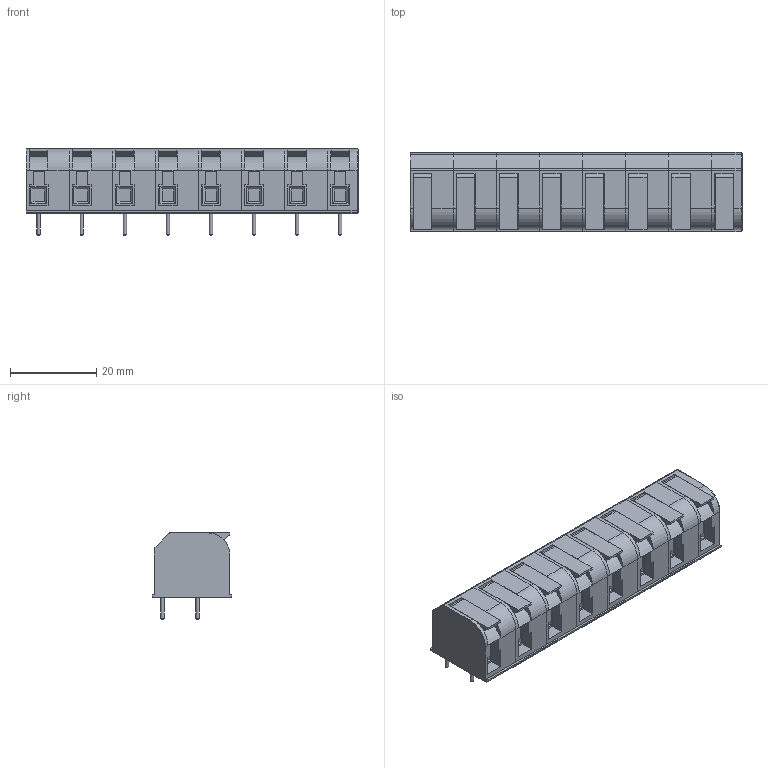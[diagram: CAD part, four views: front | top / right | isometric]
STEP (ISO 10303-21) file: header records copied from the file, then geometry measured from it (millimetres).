
FILE_DESCRIPTION(/* description */ (''),/* implementation_level */ '2;1');
FILE_NAME(/* name */ 'Con-Amphenol-QT08CDP.step',/* time_stamp */ '2026-02-28T13:25:31+01:00',/* author */ (''),/* organization */ (''),/* preprocessor_version */ 'ST-DEVELOPER v20.1',/* originating_system */ 'Autodesk Translation Framework v14.24.0.0',/* authorisation */ '');
FILE_SCHEMA (('AUTOMOTIVE_DESIGN { 1 0 10303 214 3 1 1 }'));
Length unit declared in the file: millimetre
Products named in the file (3): Con-Amphenol-QT08CDP (Assembly); Con-Amphenol-QT0xCDP-Unit; Con-Amphenol-QT0xCDP-LastUnit
Assembly tree (8 placements, depth 2):
  Con-Amphenol-QT08CDP (Assembly)
    Con-Amphenol-QT0xCDP-Unit  x7
    Con-Amphenol-QT0xCDP-LastUnit
Bounding box: 77.11 x 18.5 x 20 mm (x, y, z)
Volume: 18461.5 mm3; surface area: 11560.3 mm2
Topology: 32 solids, 32 shells, 454 faces, 1044 edges, 670 vertices
Faces by surface type: plane 344, cylinder 89, cone 16, torus 3, bspline 2
Full cylindrical faces by diameter (mm): 0.8 x16
Entity records: 3585 total; most frequent: DIRECTION 611, CARTESIAN_POINT 611, ORIENTED_EDGE 564, EDGE_CURVE 282, LINE 219, VECTOR 219, AXIS2_PLACEMENT_3D 196, VERTEX_POINT 178
